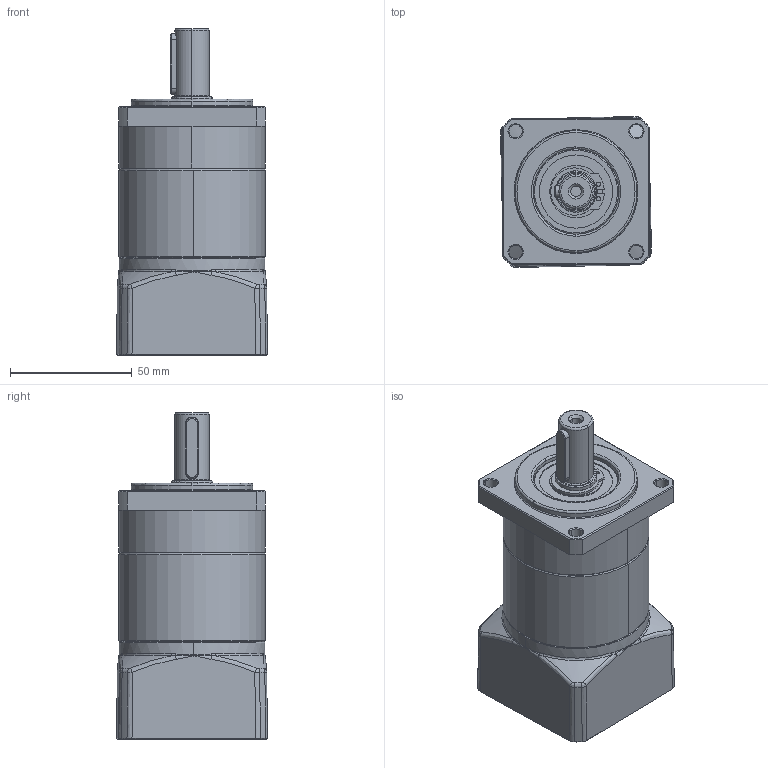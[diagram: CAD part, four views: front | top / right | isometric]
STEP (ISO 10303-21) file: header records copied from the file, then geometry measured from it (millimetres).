
FILE_DESCRIPTION (( 'STEP AP214' ), '1' );
FILE_NAME ('FB-060-L2-P2-¦µ14-¦µ50-¦µ70-M5-32.STEP', '2024-01-04T12:35:12', ( '' ), ( '' ), 'SwSTEP 2.0', 'SolidWorks 2013', '' );
FILE_SCHEMA (( 'AUTOMOTIVE_DESIGN' ));
Length unit declared in the file: millimetre
Products named in the file (10): 怀堤傷褲极FB060; 镂空输入法兰FB060-50X40XM5; 内齿圈FB060-S108; 单边锁输入轴FB060-14（带螺丝）; M4樓粟菜; 6003-2RZ粣創; A倰す瑩5X25; 怀堤俴陎殤FB060; 怀堤粣縐銅17; FB-060-L2-P2-朴14-朴50-朴70-M5-32
Assembly tree (14 placements, depth 2):
  FB-060-L2-P2-朴14-朴50-朴70-M5-32
    怀堤粣縐銅17
    怀堤俴陎殤FB060
    A倰す瑩5X25
    6003-2RZ粣創
    M4樓粟菜  x6
    单边锁输入轴FB060-14（带螺丝）
    内齿圈FB060-S108
    镂空输入法兰FB060-50X40XM5
    怀堤傷褲极FB060
Bounding box: 61.93 x 61.93 x 134 mm (x, y, z)
Volume: 274328.9 mm3; surface area: 69632.7 mm2
Topology: 9 solids, 21 shells, 764 faces, 1873 edges, 1153 vertices
Faces by surface type: cylinder 234, plane 191, cone 157, bspline 156, torus 26
Entity records: 32371 total; most frequent: CARTESIAN_POINT 18721, ORIENTED_EDGE 2950, DIRECTION 2480, EDGE_CURVE 1478, AXIS2_PLACEMENT_3D 1025, VERTEX_POINT 918, EDGE_LOOP 693, ADVANCED_FACE 614
